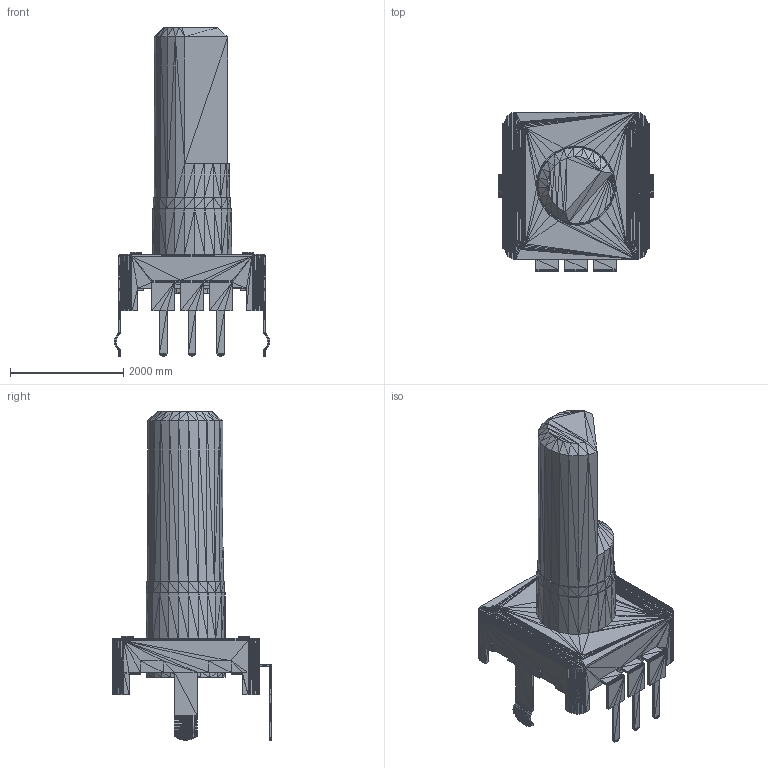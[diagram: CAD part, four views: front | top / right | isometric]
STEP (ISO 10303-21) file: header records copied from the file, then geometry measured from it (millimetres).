
FILE_DESCRIPTION(/* description */ (''),/* implementation_level */ '2;1');
FILE_NAME(/* name */ 'aps_v2.step',/* time_stamp */ '2021-12-11T14:12:24-07:00',/* author */ (''),/* organization */ (''),/* preprocessor_version */ 'ST-DEVELOPER v18.1',/* originating_system */ 'Autodesk Translation Framework v10.10.0.1391',/* authorisation */ '');
FILE_SCHEMA (('AUTOMOTIVE_DESIGN { 1 0 10303 214 3 1 1 }'));
Products named in the file (1): aps
Bounding box: 2751.6 x 2820 x 5800 mm (x, y, z)
Surface area: 52278901.4 mm2 (no closed solid volume)
Topology: 0 solids, 828 shells, 3111 faces, 7062 edges, 4766 vertices
Faces by surface type: plane 3111
Entity records: 81597 total; most frequent: CARTESIAN_POINT 14940, DIRECTION 13286, ORIENTED_EDGE 9358, LINE 7062, VECTOR 7062, EDGE_CURVE 7062, VERTEX_POINT 4766, AXIS2_PLACEMENT_3D 3112
